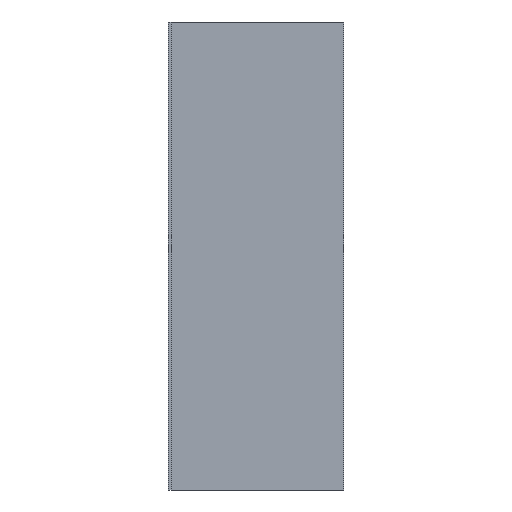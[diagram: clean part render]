
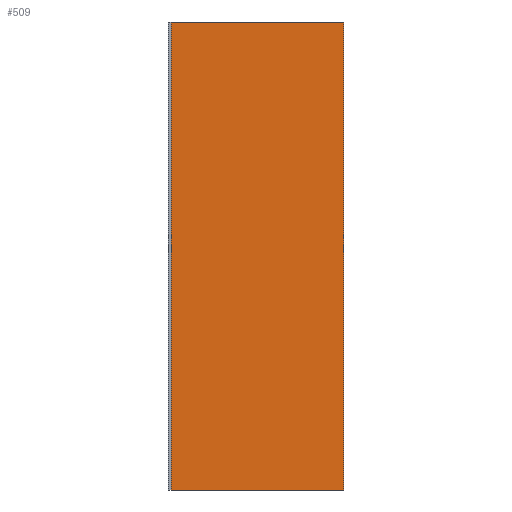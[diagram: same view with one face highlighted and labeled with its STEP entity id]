
A CAD part, left-side view. The second image highlights one B-rep face of the part: STEP entity #509.
In plain terms, the highlighted planar face has unit normal (-1, 0, 0).
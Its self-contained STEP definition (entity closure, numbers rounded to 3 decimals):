
#20 = VERTEX_POINT ( 'NONE', #69 ) ;
#33 = CARTESIAN_POINT ( 'NONE',  ( -1.6, 0.59, 0.8 ) ) ;
#47 = DIRECTION ( 'NONE',  ( 1., 0., 0. ) ) ;
#69 = CARTESIAN_POINT ( 'NONE',  ( -1.6, 0., 0.8 ) ) ;
#102 = ORIENTED_EDGE ( 'NONE', *, *, #820, .F. ) ;
#106 = CARTESIAN_POINT ( 'NONE',  ( -1.6, 0.59, -0.8 ) ) ;
#120 = VERTEX_POINT ( 'NONE', #33 ) ;
#152 = CARTESIAN_POINT ( 'NONE',  ( -1.6, 0.59, 0.8 ) ) ;
#165 = DIRECTION ( 'NONE',  ( 0., 0., -1. ) ) ;
#222 = PLANE ( 'NONE',  #769 ) ;
#260 = EDGE_CURVE ( 'NONE', #120, #870, #320, .T. ) ;
#282 = ORIENTED_EDGE ( 'NONE', *, *, #260, .T. ) ;
#290 = VECTOR ( 'NONE', #542, 1000. ) ;
#320 = LINE ( 'NONE', #152, #981 ) ;
#380 = CARTESIAN_POINT ( 'NONE',  ( -1.6, 0., 0.8 ) ) ;
#449 = VERTEX_POINT ( 'NONE', #1048 ) ;
#509 = ADVANCED_FACE ( 'NONE', ( #804 ), #222, .F. ) ;
#542 = DIRECTION ( 'NONE',  ( 0., -1., 0. ) ) ;
#558 = VECTOR ( 'NONE', #587, 1000. ) ;
#573 = CARTESIAN_POINT ( 'NONE',  ( -1.6, 0., 0.8 ) ) ;
#587 = DIRECTION ( 'NONE',  ( 0., -1., 0. ) ) ;
#592 = EDGE_CURVE ( 'NONE', #20, #449, #818, .T. ) ;
#656 = DIRECTION ( 'NONE',  ( 0., 0., -1. ) ) ;
#662 = LINE ( 'NONE', #791, #290 ) ;
#681 = LINE ( 'NONE', #768, #558 ) ;
#753 = VECTOR ( 'NONE', #165, 1000. ) ;
#766 = EDGE_CURVE ( 'NONE', #870, #449, #681, .T. ) ;
#768 = CARTESIAN_POINT ( 'NONE',  ( -1.6, 0., -0.8 ) ) ;
#769 = AXIS2_PLACEMENT_3D ( 'NONE', #380, #47, #914 ) ;
#791 = CARTESIAN_POINT ( 'NONE',  ( -1.6, 0., 0.8 ) ) ;
#804 = FACE_OUTER_BOUND ( 'NONE', #1049, .T. ) ;
#818 = LINE ( 'NONE', #573, #753 ) ;
#820 = EDGE_CURVE ( 'NONE', #120, #20, #662, .T. ) ;
#870 = VERTEX_POINT ( 'NONE', #106 ) ;
#873 = ORIENTED_EDGE ( 'NONE', *, *, #766, .T. ) ;
#914 = DIRECTION ( 'NONE',  ( 0., 1., 0. ) ) ;
#981 = VECTOR ( 'NONE', #656, 1000. ) ;
#992 = ORIENTED_EDGE ( 'NONE', *, *, #592, .F. ) ;
#1048 = CARTESIAN_POINT ( 'NONE',  ( -1.6, 0., -0.8 ) ) ;
#1049 = EDGE_LOOP ( 'NONE', ( #873, #992, #102, #282 ) ) ;
